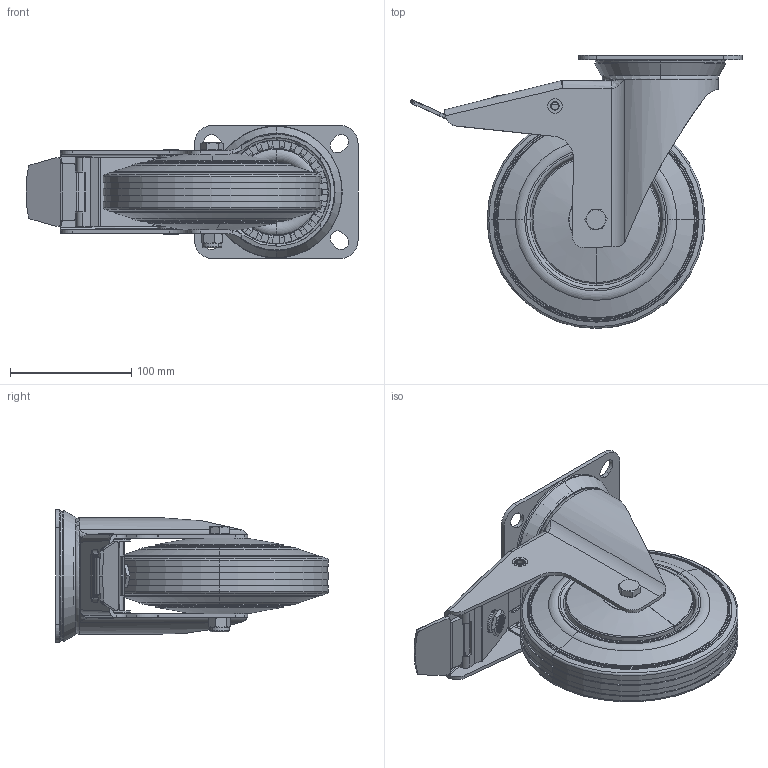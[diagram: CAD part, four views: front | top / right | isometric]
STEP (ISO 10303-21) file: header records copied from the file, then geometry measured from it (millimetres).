
FILE_DESCRIPTION(('STEP AP203'),'1');
FILE_NAME('l420_b55_181.stp','2023-08-08T09:49:39',('TraceParts'),('TraceParts S.A.'),'Spatial InterOp 3D',' ',' ');
FILE_SCHEMA(('CONFIG_CONTROL_DESIGN'));
Length unit declared in the file: millimetre
Products named in the file (1): 1
Bounding box: 274.18 x 225.4 x 110 mm (x, y, z)
Volume: 973603.4 mm3; surface area: 385787.7 mm2
Topology: 24 solids, 24 shells, 1463 faces, 4033 edges, 2631 vertices
Faces by surface type: plane 497, cylinder 482, torus 208, bspline 144, cone 132
Entity records: 79934 total; most frequent: CARTESIAN_POINT 42025, DIRECTION 8212, ORIENTED_EDGE 8064, EDGE_CURVE 4032, AXIS2_PLACEMENT_3D 3354, VERTEX_POINT 2631, CIRCLE 1899, EDGE_LOOP 1599
